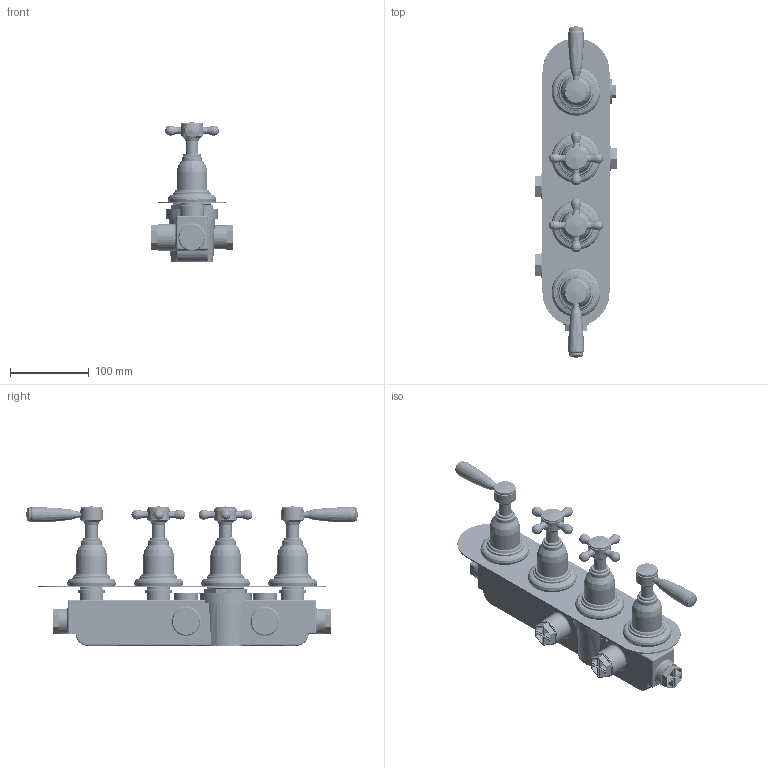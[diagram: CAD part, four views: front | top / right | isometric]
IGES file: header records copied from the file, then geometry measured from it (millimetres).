
Global section: file name: V206-T2C T2M T2W T2GBC; native system: Autodesk Inventor 2018; preprocessor: unknown; author: adaniels; date: 20171205.101457; units: millimetre
Bounding box: 104 x 420.95 x 176.79 mm (x, y, z)
Volume: 1294961.9 mm3; surface area: 465122.3 mm2
Topology: 96 solids, 113 shells, 3300 faces, 8955 edges, 6064 vertices
Faces by surface type: bspline 3300
